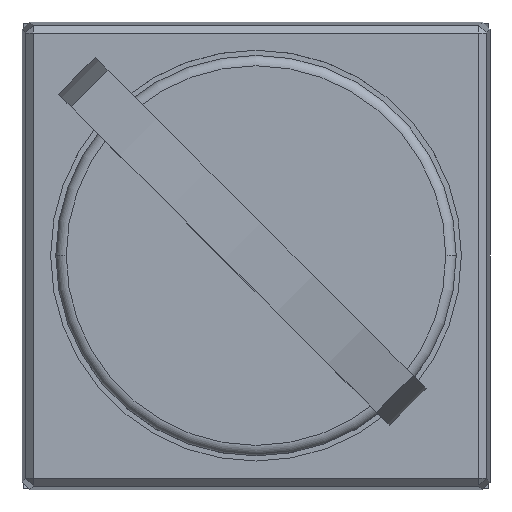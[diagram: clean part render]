
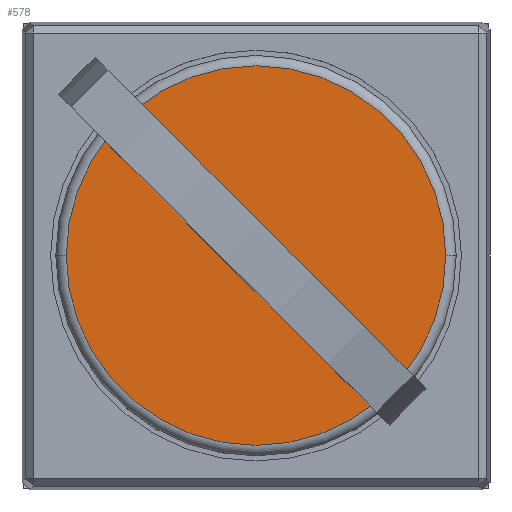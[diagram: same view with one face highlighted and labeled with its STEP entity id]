
A CAD part, top view. The second image highlights one B-rep face of the part: STEP entity #578.
In plain terms, the highlighted planar face has unit normal (0, 0, 1).
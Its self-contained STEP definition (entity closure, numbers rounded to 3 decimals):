
#182 = CARTESIAN_POINT ( 'NONE',  ( -3.005, 3.005, 9.3 ) ) ;
#240 = DIRECTION ( 'NONE',  ( -1., 0., 0. ) ) ;
#257 = LINE ( 'NONE', #1918, #5135 ) ;
#379 = EDGE_CURVE ( 'NONE', #4252, #2353, #3920, .T. ) ;
#419 = CARTESIAN_POINT ( 'NONE',  ( -7.388, -7.388, 9.3 ) ) ;
#428 = EDGE_CURVE ( 'NONE', #1928, #2087, #1095, .T. ) ;
#578 = ADVANCED_FACE ( 'NONE', ( #835, #2470 ), #4137, .T. ) ;
#835 = FACE_BOUND ( 'NONE', #1515, .T. ) ;
#838 = CARTESIAN_POINT ( 'NONE',  ( -3.712, 2.298, 9.3 ) ) ;
#1050 = VERTEX_POINT ( 'NONE', #2239 ) ;
#1095 = CIRCLE ( 'NONE', #3446, 7.3 ) ;
#1462 = DIRECTION ( 'NONE',  ( -1., 0., 0. ) ) ;
#1490 = CARTESIAN_POINT ( 'NONE',  ( 7.3, 0., 9.3 ) ) ;
#1515 = EDGE_LOOP ( 'NONE', ( #2392, #5349, #1582, #4499 ) ) ;
#1582 = ORIENTED_EDGE ( 'NONE', *, *, #2066, .F. ) ;
#1624 = DIRECTION ( 'NONE',  ( -0.707, -0.707, 0. ) ) ;
#1843 = DIRECTION ( 'NONE',  ( 0.707, 0.707, 0. ) ) ;
#1866 = LINE ( 'NONE', #3538, #2474 ) ;
#1874 = CIRCLE ( 'NONE', #4233, 7.3 ) ;
#1918 = CARTESIAN_POINT ( 'NONE',  ( -1.237, -0.177, 9.3 ) ) ;
#1928 = VERTEX_POINT ( 'NONE', #2991 ) ;
#2065 = DIRECTION ( 'NONE',  ( 0., 0., 1. ) ) ;
#2066 = EDGE_CURVE ( 'NONE', #4745, #2353, #1866, .T. ) ;
#2087 = VERTEX_POINT ( 'NONE', #1490 ) ;
#2145 = CARTESIAN_POINT ( 'NONE',  ( -2.298, 3.712, 9.3 ) ) ;
#2239 = CARTESIAN_POINT ( 'NONE',  ( 1.237, -2.652, 9.3 ) ) ;
#2303 = CARTESIAN_POINT ( 'NONE',  ( 0., 0., 9.3 ) ) ;
#2353 = VERTEX_POINT ( 'NONE', #2145 ) ;
#2392 = ORIENTED_EDGE ( 'NONE', *, *, #4466, .T. ) ;
#2470 = FACE_OUTER_BOUND ( 'NONE', #4146, .T. ) ;
#2474 = VECTOR ( 'NONE', #5222, 1000. ) ;
#2507 = EDGE_CURVE ( 'NONE', #2087, #1928, #1874, .T. ) ;
#2566 = VECTOR ( 'NONE', #1843, 1000. ) ;
#2859 = ORIENTED_EDGE ( 'NONE', *, *, #2507, .T. ) ;
#2991 = CARTESIAN_POINT ( 'NONE',  ( -7.3, 0., 9.3 ) ) ;
#3013 = CARTESIAN_POINT ( 'NONE',  ( 2.652, -1.237, 9.3 ) ) ;
#3275 = ORIENTED_EDGE ( 'NONE', *, *, #428, .T. ) ;
#3354 = EDGE_CURVE ( 'NONE', #4745, #1050, #3691, .T. ) ;
#3446 = AXIS2_PLACEMENT_3D ( 'NONE', #2303, #3977, #240 ) ;
#3455 = AXIS2_PLACEMENT_3D ( 'NONE', #419, #2065, #3737 ) ;
#3530 = CARTESIAN_POINT ( 'NONE',  ( 0., 0., 9.3 ) ) ;
#3538 = CARTESIAN_POINT ( 'NONE',  ( 0.177, 1.237, 9.3 ) ) ;
#3584 = DIRECTION ( 'NONE',  ( -0.707, 0.707, 0. ) ) ;
#3691 = LINE ( 'NONE', #5389, #3948 ) ;
#3737 = DIRECTION ( 'NONE',  ( 1., 0., 0. ) ) ;
#3920 = LINE ( 'NONE', #182, #2566 ) ;
#3948 = VECTOR ( 'NONE', #1624, 1000. ) ;
#3977 = DIRECTION ( 'NONE',  ( 0., 0., 1. ) ) ;
#4137 = PLANE ( 'NONE',  #3455 ) ;
#4146 = EDGE_LOOP ( 'NONE', ( #3275, #2859 ) ) ;
#4233 = AXIS2_PLACEMENT_3D ( 'NONE', #3530, #5215, #1462 ) ;
#4252 = VERTEX_POINT ( 'NONE', #838 ) ;
#4466 = EDGE_CURVE ( 'NONE', #1050, #4252, #257, .T. ) ;
#4499 = ORIENTED_EDGE ( 'NONE', *, *, #3354, .T. ) ;
#4745 = VERTEX_POINT ( 'NONE', #3013 ) ;
#5135 = VECTOR ( 'NONE', #3584, 1000. ) ;
#5215 = DIRECTION ( 'NONE',  ( 0., 0., 1. ) ) ;
#5222 = DIRECTION ( 'NONE',  ( -0.707, 0.707, 0. ) ) ;
#5349 = ORIENTED_EDGE ( 'NONE', *, *, #379, .T. ) ;
#5389 = CARTESIAN_POINT ( 'NONE',  ( 2.652, -1.237, 9.3 ) ) ;
